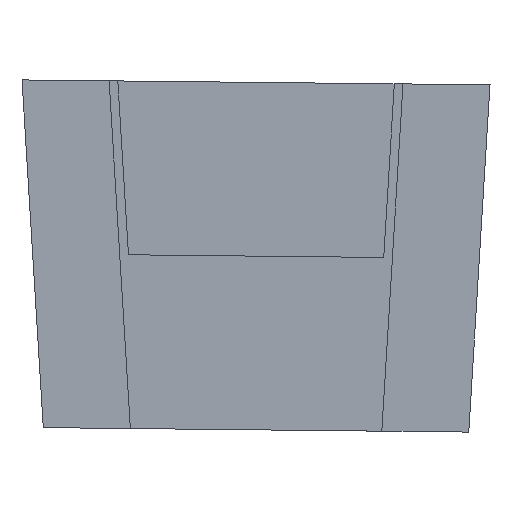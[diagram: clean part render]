
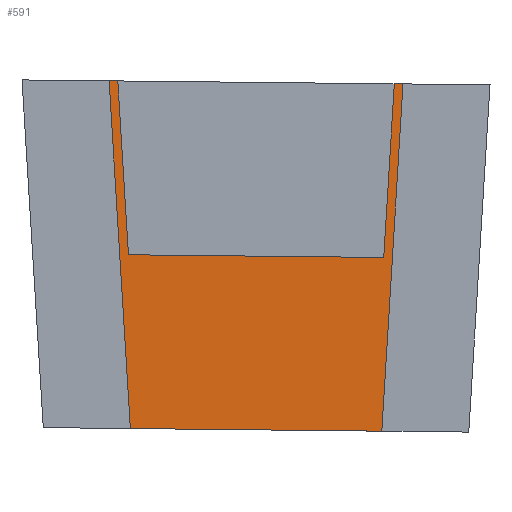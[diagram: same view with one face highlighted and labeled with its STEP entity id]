
A CAD part, left-side view. The second image highlights one B-rep face of the part: STEP entity #591.
In plain terms, the highlighted planar face has unit normal (-1, 0, 0).
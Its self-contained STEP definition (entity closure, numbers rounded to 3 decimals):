
#49=PLANE('',#657);
#98=LINE('',#971,#161);
#101=LINE('',#976,#164);
#103=LINE('',#980,#166);
#105=LINE('',#984,#168);
#106=LINE('',#987,#169);
#108=LINE('',#991,#171);
#110=LINE('',#995,#173);
#112=LINE('',#998,#175);
#161=VECTOR('',#790,10.);
#164=VECTOR('',#795,10.);
#166=VECTOR('',#799,10.);
#168=VECTOR('',#803,10.);
#169=VECTOR('',#806,10.);
#171=VECTOR('',#810,10.);
#173=VECTOR('',#814,10.);
#175=VECTOR('',#818,10.);
#212=FACE_OUTER_BOUND('',#247,.T.);
#247=EDGE_LOOP('',(#545,#546,#547,#548,#549,#550,#551,#552));
#308=VERTEX_POINT('',#968);
#309=VERTEX_POINT('',#970);
#310=VERTEX_POINT('',#974);
#311=VERTEX_POINT('',#978);
#312=VERTEX_POINT('',#982);
#313=VERTEX_POINT('',#986);
#314=VERTEX_POINT('',#990);
#315=VERTEX_POINT('',#994);
#380=EDGE_CURVE('',#309,#308,#98,.T.);
#383=EDGE_CURVE('',#308,#310,#101,.T.);
#385=EDGE_CURVE('',#310,#311,#103,.T.);
#387=EDGE_CURVE('',#311,#312,#105,.T.);
#388=EDGE_CURVE('',#313,#309,#106,.T.);
#390=EDGE_CURVE('',#314,#313,#108,.T.);
#392=EDGE_CURVE('',#315,#314,#110,.T.);
#394=EDGE_CURVE('',#312,#315,#112,.T.);
#545=ORIENTED_EDGE('',*,*,#387,.T.);
#546=ORIENTED_EDGE('',*,*,#394,.T.);
#547=ORIENTED_EDGE('',*,*,#392,.T.);
#548=ORIENTED_EDGE('',*,*,#390,.T.);
#549=ORIENTED_EDGE('',*,*,#388,.T.);
#550=ORIENTED_EDGE('',*,*,#380,.T.);
#551=ORIENTED_EDGE('',*,*,#383,.T.);
#552=ORIENTED_EDGE('',*,*,#385,.T.);
#591=ADVANCED_FACE('',(#212),#49,.T.);
#657=AXIS2_PLACEMENT_3D('',#999,#819,#820);
#790=DIRECTION('',(0.,1.,0.01));
#795=DIRECTION('',(0.,0.061,0.998));
#799=DIRECTION('',(0.,1.,0.01));
#803=DIRECTION('',(0.,-0.061,-0.998));
#806=DIRECTION('',(0.,0.061,-0.998));
#810=DIRECTION('',(0.,1.,0.01));
#814=DIRECTION('',(0.,-0.061,0.998));
#818=DIRECTION('',(0.,-1.,-0.01));
#819=DIRECTION('center_axis',(-1.,0.,0.));
#820=DIRECTION('ref_axis',(0.,0.,1.));
#968=CARTESIAN_POINT('',(-7.587,-2.533,2.887));
#970=CARTESIAN_POINT('',(-7.587,-8.411,2.826));
#971=CARTESIAN_POINT('',(-7.587,-2.333,2.89));
#974=CARTESIAN_POINT('',(-7.587,-2.288,6.89));
#976=CARTESIAN_POINT('',(-7.587,-2.979,-4.387));
#978=CARTESIAN_POINT('',(-7.587,-2.088,6.892));
#980=CARTESIAN_POINT('',(-7.587,-2.288,6.89));
#982=CARTESIAN_POINT('',(-7.587,-2.578,-1.113));
#984=CARTESIAN_POINT('',(-7.587,-2.578,-1.113));
#986=CARTESIAN_POINT('',(-7.587,-8.656,6.824));
#987=CARTESIAN_POINT('',(-7.587,-9.067,13.546));
#990=CARTESIAN_POINT('',(-7.587,-8.856,6.822));
#991=CARTESIAN_POINT('',(-7.587,-8.656,6.824));
#994=CARTESIAN_POINT('',(-7.587,-8.366,-1.174));
#995=CARTESIAN_POINT('',(-7.587,-8.856,6.822));
#998=CARTESIAN_POINT('',(-7.587,-8.166,-1.172));
#999=CARTESIAN_POINT('Origin',(-7.587,-5.43,2.857));
